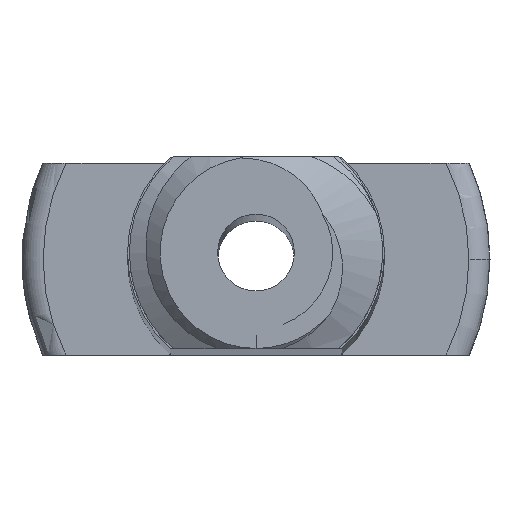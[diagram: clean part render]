
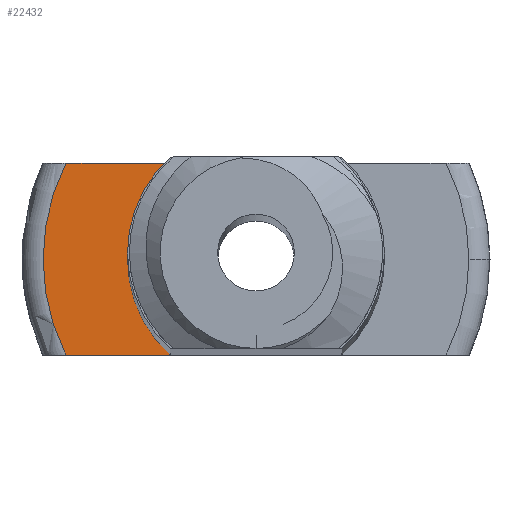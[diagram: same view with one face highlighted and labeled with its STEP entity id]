
A CAD part, top view. The second image highlights one B-rep face of the part: STEP entity #22432.
In plain terms, the highlighted planar face has unit normal (0, 0, 1).
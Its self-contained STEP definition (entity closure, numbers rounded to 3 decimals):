
#5438 = PLANE('',#5439);
#5439 = AXIS2_PLACEMENT_3D('',#5440,#5441,#5442);
#5440 = CARTESIAN_POINT('',(-12.5,-2.5,200.));
#5441 = DIRECTION('',(0.,1.,0.));
#5442 = DIRECTION('',(-1.,0.,0.));
#6227 = PLANE('',#6228);
#6228 = AXIS2_PLACEMENT_3D('',#6229,#6230,#6231);
#6229 = CARTESIAN_POINT('',(-12.5,2.5,200.));
#6230 = DIRECTION('',(0.,-1.,0.));
#6231 = DIRECTION('',(1.,0.,0.));
#7895 = VERTEX_POINT('',#7896);
#7896 = CARTESIAN_POINT('',(-2.23,-2.5,0.));
#7910 = CYLINDRICAL_SURFACE('',#7911,3.35);
#7911 = AXIS2_PLACEMENT_3D('',#7912,#7913,#7914);
#7912 = CARTESIAN_POINT('',(0.,0.,
    92.35));
#7913 = DIRECTION('',(0.,0.,-1.));
#7914 = DIRECTION('',(1.,0.,0.));
#7922 = EDGE_CURVE('',#7923,#7895,#7925,.T.);
#7923 = VERTEX_POINT('',#7924);
#7924 = CARTESIAN_POINT('',(-4.955,-2.5,0.));
#7925 = SURFACE_CURVE('',#7926,(#7930,#7937),.PCURVE_S1.);
#7926 = LINE('',#7927,#7928);
#7927 = CARTESIAN_POINT('',(-6.25,-2.5,0.));
#7928 = VECTOR('',#7929,1.);
#7929 = DIRECTION('',(1.,0.,0.));
#7930 = PCURVE('',#5438,#7931);
#7931 = DEFINITIONAL_REPRESENTATION('',(#7932),#7936);
#7932 = LINE('',#7933,#7934);
#7933 = CARTESIAN_POINT('',(-6.25,-200.));
#7934 = VECTOR('',#7935,1.);
#7935 = DIRECTION('',(-1.,0.));
#7936 = ( GEOMETRIC_REPRESENTATION_CONTEXT(2) 
PARAMETRIC_REPRESENTATION_CONTEXT() REPRESENTATION_CONTEXT('2D SPACE',''
  ) );
#7937 = PCURVE('',#7938,#7943);
#7938 = PLANE('',#7939);
#7939 = AXIS2_PLACEMENT_3D('',#7940,#7941,#7942);
#7940 = CARTESIAN_POINT('',(0.,0.,
    0.));
#7941 = DIRECTION('',(0.,0.,-1.));
#7942 = DIRECTION('',(1.,0.,0.));
#7943 = DEFINITIONAL_REPRESENTATION('',(#7944),#7948);
#7944 = LINE('',#7945,#7946);
#7945 = CARTESIAN_POINT('',(-6.25,2.5));
#7946 = VECTOR('',#7947,1.);
#7947 = DIRECTION('',(1.,0.));
#7948 = ( GEOMETRIC_REPRESENTATION_CONTEXT(2) 
PARAMETRIC_REPRESENTATION_CONTEXT() REPRESENTATION_CONTEXT('2D SPACE',''
  ) );
#8004 = TOROIDAL_SURFACE('',#8005,5.55,0.55);
#8005 = AXIS2_PLACEMENT_3D('',#8006,#8007,#8008);
#8006 = CARTESIAN_POINT('',(0.,0.,-0.55)
  );
#8007 = DIRECTION('',(0.,0.,1.));
#8008 = DIRECTION('',(1.,0.,0.));
#21275 = VERTEX_POINT('',#21276);
#21276 = CARTESIAN_POINT('',(-2.23,2.5,0.));
#21297 = EDGE_CURVE('',#21298,#21275,#21300,.T.);
#21298 = VERTEX_POINT('',#21299);
#21299 = CARTESIAN_POINT('',(-4.955,2.5,0.));
#21300 = SURFACE_CURVE('',#21301,(#21305,#21312),.PCURVE_S1.);
#21301 = LINE('',#21302,#21303);
#21302 = CARTESIAN_POINT('',(-6.25,2.5,0.));
#21303 = VECTOR('',#21304,1.);
#21304 = DIRECTION('',(1.,0.,0.));
#21305 = PCURVE('',#6227,#21306);
#21306 = DEFINITIONAL_REPRESENTATION('',(#21307),#21311);
#21307 = LINE('',#21308,#21309);
#21308 = CARTESIAN_POINT('',(6.25,-200.));
#21309 = VECTOR('',#21310,1.);
#21310 = DIRECTION('',(1.,0.));
#21311 = ( GEOMETRIC_REPRESENTATION_CONTEXT(2) 
PARAMETRIC_REPRESENTATION_CONTEXT() REPRESENTATION_CONTEXT('2D SPACE',''
  ) );
#21312 = PCURVE('',#7938,#21313);
#21313 = DEFINITIONAL_REPRESENTATION('',(#21314),#21318);
#21314 = LINE('',#21315,#21316);
#21315 = CARTESIAN_POINT('',(-6.25,-2.5));
#21316 = VECTOR('',#21317,1.);
#21317 = DIRECTION('',(1.,0.));
#21318 = ( GEOMETRIC_REPRESENTATION_CONTEXT(2) 
PARAMETRIC_REPRESENTATION_CONTEXT() REPRESENTATION_CONTEXT('2D SPACE',''
  ) );
#22361 = EDGE_CURVE('',#7895,#21275,#22362,.T.);
#22362 = SURFACE_CURVE('',#22363,(#22368,#22375),.PCURVE_S1.);
#22363 = CIRCLE('',#22364,3.35);
#22364 = AXIS2_PLACEMENT_3D('',#22365,#22366,#22367);
#22365 = CARTESIAN_POINT('',(0.,0.,
    0.));
#22366 = DIRECTION('',(0.,0.,-1.));
#22367 = DIRECTION('',(1.,0.,0.));
#22368 = PCURVE('',#7910,#22369);
#22369 = DEFINITIONAL_REPRESENTATION('',(#22370),#22374);
#22370 = LINE('',#22371,#22372);
#22371 = CARTESIAN_POINT('',(0.,92.35));
#22372 = VECTOR('',#22373,1.);
#22373 = DIRECTION('',(1.,0.));
#22374 = ( GEOMETRIC_REPRESENTATION_CONTEXT(2) 
PARAMETRIC_REPRESENTATION_CONTEXT() REPRESENTATION_CONTEXT('2D SPACE',''
  ) );
#22375 = PCURVE('',#7938,#22376);
#22376 = DEFINITIONAL_REPRESENTATION('',(#22377),#22381);
#22377 = CIRCLE('',#22378,3.35);
#22378 = AXIS2_PLACEMENT_2D('',#22379,#22380);
#22379 = CARTESIAN_POINT('',(0.,0.));
#22380 = DIRECTION('',(1.,0.));
#22381 = ( GEOMETRIC_REPRESENTATION_CONTEXT(2) 
PARAMETRIC_REPRESENTATION_CONTEXT() REPRESENTATION_CONTEXT('2D SPACE',''
  ) );
#22432 = ADVANCED_FACE('',(#22433),#7938,.F.);
#22433 = FACE_BOUND('',#22434,.T.);
#22434 = EDGE_LOOP('',(#22435,#22436,#22437,#22438));
#22435 = ORIENTED_EDGE('',*,*,#7922,.T.);
#22436 = ORIENTED_EDGE('',*,*,#22361,.T.);
#22437 = ORIENTED_EDGE('',*,*,#21297,.F.);
#22438 = ORIENTED_EDGE('',*,*,#22439,.F.);
#22439 = EDGE_CURVE('',#7923,#21298,#22440,.T.);
#22440 = SURFACE_CURVE('',#22441,(#22446,#22453),.PCURVE_S1.);
#22441 = CIRCLE('',#22442,5.55);
#22442 = AXIS2_PLACEMENT_3D('',#22443,#22444,#22445);
#22443 = CARTESIAN_POINT('',(0.,0.,
    0.));
#22444 = DIRECTION('',(0.,0.,-1.));
#22445 = DIRECTION('',(1.,0.,0.));
#22446 = PCURVE('',#7938,#22447);
#22447 = DEFINITIONAL_REPRESENTATION('',(#22448),#22452);
#22448 = CIRCLE('',#22449,5.55);
#22449 = AXIS2_PLACEMENT_2D('',#22450,#22451);
#22450 = CARTESIAN_POINT('',(0.,0.));
#22451 = DIRECTION('',(1.,0.));
#22452 = ( GEOMETRIC_REPRESENTATION_CONTEXT(2) 
PARAMETRIC_REPRESENTATION_CONTEXT() REPRESENTATION_CONTEXT('2D SPACE',''
  ) );
#22453 = PCURVE('',#8004,#22454);
#22454 = DEFINITIONAL_REPRESENTATION('',(#22455),#22459);
#22455 = LINE('',#22456,#22457);
#22456 = CARTESIAN_POINT('',(-0.,7.854));
#22457 = VECTOR('',#22458,1.);
#22458 = DIRECTION('',(-1.,0.));
#22459 = ( GEOMETRIC_REPRESENTATION_CONTEXT(2) 
PARAMETRIC_REPRESENTATION_CONTEXT() REPRESENTATION_CONTEXT('2D SPACE',''
  ) );
